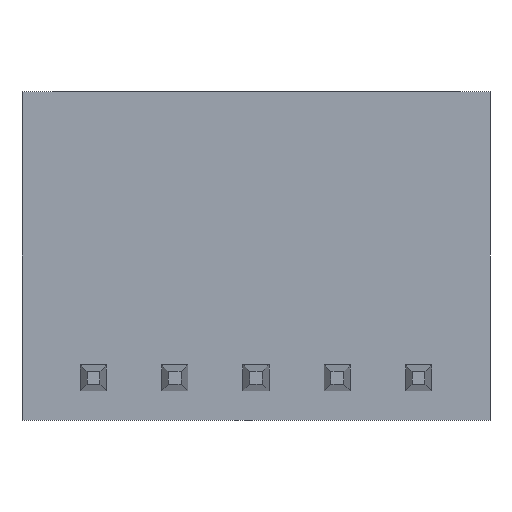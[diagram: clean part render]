
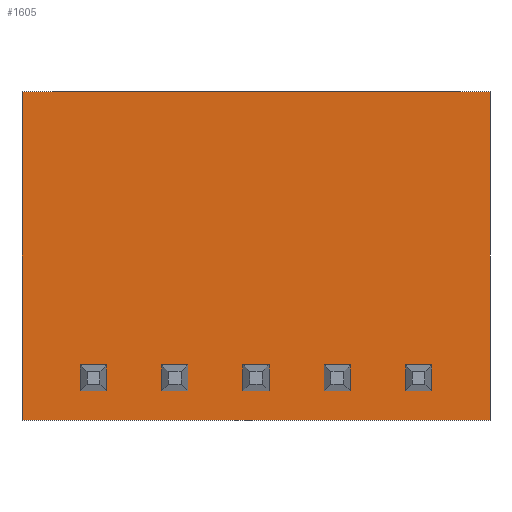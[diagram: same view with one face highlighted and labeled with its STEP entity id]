
A CAD part, front view. The second image highlights one B-rep face of the part: STEP entity #1605.
In plain terms, the highlighted planar face has unit normal (0, -1, 0).
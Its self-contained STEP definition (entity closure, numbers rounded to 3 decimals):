
#1417=AXIS2_PLACEMENT_3D('Plane Axis2P3D',#1414,#1415,#1416) ;
#946=CARTESIAN_POINT('Vertex',(0.,3.2,10.1)) ;
#951=CARTESIAN_POINT('Line Origine',(7.2,3.2,10.1)) ;
#955=CARTESIAN_POINT('Vertex',(14.4,3.2,10.1)) ;
#1391=CARTESIAN_POINT('Vertex',(0.,3.2,0.)) ;
#1398=CARTESIAN_POINT('Vertex',(14.4,3.2,0.)) ;
#1401=CARTESIAN_POINT('Line Origine',(7.2,3.2,0.)) ;
#1414=CARTESIAN_POINT('Axis2P3D Location',(0.95,3.2,3.5)) ;
#1419=CARTESIAN_POINT('Line Origine',(0.,3.2,5.05)) ;
#1424=CARTESIAN_POINT('Line Origine',(14.4,3.2,5.05)) ;
#1435=CARTESIAN_POINT('Line Origine',(2.2,3.2,1.7)) ;
#1439=CARTESIAN_POINT('Vertex',(1.8,3.2,1.7)) ;
#1441=CARTESIAN_POINT('Vertex',(2.6,3.2,1.7)) ;
#1444=CARTESIAN_POINT('Line Origine',(2.6,3.2,1.3)) ;
#1448=CARTESIAN_POINT('Vertex',(2.6,3.2,0.9)) ;
#1451=CARTESIAN_POINT('Line Origine',(2.2,3.2,0.9)) ;
#1455=CARTESIAN_POINT('Vertex',(1.8,3.2,0.9)) ;
#1458=CARTESIAN_POINT('Line Origine',(1.8,3.2,1.3)) ;
#1469=CARTESIAN_POINT('Line Origine',(4.7,3.2,1.7)) ;
#1473=CARTESIAN_POINT('Vertex',(4.3,3.2,1.7)) ;
#1475=CARTESIAN_POINT('Vertex',(5.1,3.2,1.7)) ;
#1478=CARTESIAN_POINT('Line Origine',(5.1,3.2,1.3)) ;
#1482=CARTESIAN_POINT('Vertex',(5.1,3.2,0.9)) ;
#1485=CARTESIAN_POINT('Line Origine',(4.7,3.2,0.9)) ;
#1489=CARTESIAN_POINT('Vertex',(4.3,3.2,0.9)) ;
#1492=CARTESIAN_POINT('Line Origine',(4.3,3.2,1.3)) ;
#1503=CARTESIAN_POINT('Line Origine',(7.2,3.2,1.7)) ;
#1507=CARTESIAN_POINT('Vertex',(6.8,3.2,1.7)) ;
#1509=CARTESIAN_POINT('Vertex',(7.6,3.2,1.7)) ;
#1512=CARTESIAN_POINT('Line Origine',(7.6,3.2,1.3)) ;
#1516=CARTESIAN_POINT('Vertex',(7.6,3.2,0.9)) ;
#1519=CARTESIAN_POINT('Line Origine',(7.2,3.2,0.9)) ;
#1523=CARTESIAN_POINT('Vertex',(6.8,3.2,0.9)) ;
#1526=CARTESIAN_POINT('Line Origine',(6.8,3.2,1.3)) ;
#1537=CARTESIAN_POINT('Line Origine',(9.7,3.2,1.7)) ;
#1541=CARTESIAN_POINT('Vertex',(9.3,3.2,1.7)) ;
#1543=CARTESIAN_POINT('Vertex',(10.1,3.2,1.7)) ;
#1546=CARTESIAN_POINT('Line Origine',(10.1,3.2,1.3)) ;
#1550=CARTESIAN_POINT('Vertex',(10.1,3.2,0.9)) ;
#1553=CARTESIAN_POINT('Line Origine',(9.7,3.2,0.9)) ;
#1557=CARTESIAN_POINT('Vertex',(9.3,3.2,0.9)) ;
#1560=CARTESIAN_POINT('Line Origine',(9.3,3.2,1.3)) ;
#1571=CARTESIAN_POINT('Line Origine',(12.2,3.2,1.7)) ;
#1575=CARTESIAN_POINT('Vertex',(11.8,3.2,1.7)) ;
#1577=CARTESIAN_POINT('Vertex',(12.6,3.2,1.7)) ;
#1580=CARTESIAN_POINT('Line Origine',(12.6,3.2,1.3)) ;
#1584=CARTESIAN_POINT('Vertex',(12.6,3.2,0.9)) ;
#1587=CARTESIAN_POINT('Line Origine',(12.2,3.2,0.9)) ;
#1591=CARTESIAN_POINT('Vertex',(11.8,3.2,0.9)) ;
#1594=CARTESIAN_POINT('Line Origine',(11.8,3.2,1.3)) ;
#952=DIRECTION('Vector Direction',(-1.,0.,0.)) ;
#1402=DIRECTION('Vector Direction',(-1.,0.,0.)) ;
#1415=DIRECTION('Axis2P3D Direction',(0.,-1.,0.)) ;
#1416=DIRECTION('Axis2P3D XDirection',(0.,0.,-1.)) ;
#1420=DIRECTION('Vector Direction',(0.,0.,1.)) ;
#1425=DIRECTION('Vector Direction',(0.,0.,1.)) ;
#1436=DIRECTION('Vector Direction',(1.,0.,0.)) ;
#1445=DIRECTION('Vector Direction',(0.,0.,1.)) ;
#1452=DIRECTION('Vector Direction',(1.,0.,0.)) ;
#1459=DIRECTION('Vector Direction',(0.,0.,1.)) ;
#1470=DIRECTION('Vector Direction',(1.,0.,0.)) ;
#1479=DIRECTION('Vector Direction',(0.,0.,1.)) ;
#1486=DIRECTION('Vector Direction',(1.,0.,0.)) ;
#1493=DIRECTION('Vector Direction',(0.,0.,1.)) ;
#1504=DIRECTION('Vector Direction',(1.,0.,0.)) ;
#1513=DIRECTION('Vector Direction',(0.,0.,1.)) ;
#1520=DIRECTION('Vector Direction',(1.,0.,0.)) ;
#1527=DIRECTION('Vector Direction',(0.,0.,1.)) ;
#1538=DIRECTION('Vector Direction',(1.,0.,0.)) ;
#1547=DIRECTION('Vector Direction',(0.,0.,1.)) ;
#1554=DIRECTION('Vector Direction',(1.,0.,0.)) ;
#1561=DIRECTION('Vector Direction',(0.,0.,1.)) ;
#1572=DIRECTION('Vector Direction',(1.,0.,0.)) ;
#1581=DIRECTION('Vector Direction',(0.,0.,1.)) ;
#1588=DIRECTION('Vector Direction',(1.,0.,0.)) ;
#1595=DIRECTION('Vector Direction',(0.,0.,1.)) ;
#953=VECTOR('Line Direction',#952,1.) ;
#1403=VECTOR('Line Direction',#1402,1.) ;
#1421=VECTOR('Line Direction',#1420,1.) ;
#1426=VECTOR('Line Direction',#1425,1.) ;
#1437=VECTOR('Line Direction',#1436,1.) ;
#1446=VECTOR('Line Direction',#1445,1.) ;
#1453=VECTOR('Line Direction',#1452,1.) ;
#1460=VECTOR('Line Direction',#1459,1.) ;
#1471=VECTOR('Line Direction',#1470,1.) ;
#1480=VECTOR('Line Direction',#1479,1.) ;
#1487=VECTOR('Line Direction',#1486,1.) ;
#1494=VECTOR('Line Direction',#1493,1.) ;
#1505=VECTOR('Line Direction',#1504,1.) ;
#1514=VECTOR('Line Direction',#1513,1.) ;
#1521=VECTOR('Line Direction',#1520,1.) ;
#1528=VECTOR('Line Direction',#1527,1.) ;
#1539=VECTOR('Line Direction',#1538,1.) ;
#1548=VECTOR('Line Direction',#1547,1.) ;
#1555=VECTOR('Line Direction',#1554,1.) ;
#1562=VECTOR('Line Direction',#1561,1.) ;
#1573=VECTOR('Line Direction',#1572,1.) ;
#1582=VECTOR('Line Direction',#1581,1.) ;
#1589=VECTOR('Line Direction',#1588,1.) ;
#1596=VECTOR('Line Direction',#1595,1.) ;
#1430=ORIENTED_EDGE('',*,*,#1423,.F.) ;
#1431=ORIENTED_EDGE('',*,*,#1405,.F.) ;
#1432=ORIENTED_EDGE('',*,*,#1428,.T.) ;
#1433=ORIENTED_EDGE('',*,*,#957,.T.) ;
#1464=ORIENTED_EDGE('',*,*,#1443,.T.) ;
#1465=ORIENTED_EDGE('',*,*,#1450,.F.) ;
#1466=ORIENTED_EDGE('',*,*,#1457,.F.) ;
#1467=ORIENTED_EDGE('',*,*,#1462,.T.) ;
#1498=ORIENTED_EDGE('',*,*,#1477,.T.) ;
#1499=ORIENTED_EDGE('',*,*,#1484,.F.) ;
#1500=ORIENTED_EDGE('',*,*,#1491,.F.) ;
#1501=ORIENTED_EDGE('',*,*,#1496,.T.) ;
#1532=ORIENTED_EDGE('',*,*,#1511,.T.) ;
#1533=ORIENTED_EDGE('',*,*,#1518,.F.) ;
#1534=ORIENTED_EDGE('',*,*,#1525,.F.) ;
#1535=ORIENTED_EDGE('',*,*,#1530,.T.) ;
#1566=ORIENTED_EDGE('',*,*,#1545,.T.) ;
#1567=ORIENTED_EDGE('',*,*,#1552,.F.) ;
#1568=ORIENTED_EDGE('',*,*,#1559,.F.) ;
#1569=ORIENTED_EDGE('',*,*,#1564,.T.) ;
#1600=ORIENTED_EDGE('',*,*,#1579,.T.) ;
#1601=ORIENTED_EDGE('',*,*,#1586,.F.) ;
#1602=ORIENTED_EDGE('',*,*,#1593,.F.) ;
#1603=ORIENTED_EDGE('',*,*,#1598,.T.) ;
#1468=FACE_BOUND('',#1463,.T.) ;
#1502=FACE_BOUND('',#1497,.T.) ;
#1536=FACE_BOUND('',#1531,.T.) ;
#1570=FACE_BOUND('',#1565,.T.) ;
#1604=FACE_BOUND('',#1599,.T.) ;
#1605=ADVANCED_FACE('BREP_WITH_VOIDS #6221',(#1434,#1468,#1502,#1536,#1570,#1604),#1418,.T.) ;
#957=EDGE_CURVE('',#956,#947,#954,.T.) ;
#1405=EDGE_CURVE('',#1399,#1392,#1404,.T.) ;
#1423=EDGE_CURVE('',#1392,#947,#1422,.T.) ;
#1428=EDGE_CURVE('',#1399,#956,#1427,.T.) ;
#1443=EDGE_CURVE('',#1440,#1442,#1438,.T.) ;
#1450=EDGE_CURVE('',#1449,#1442,#1447,.T.) ;
#1457=EDGE_CURVE('',#1456,#1449,#1454,.T.) ;
#1462=EDGE_CURVE('',#1456,#1440,#1461,.T.) ;
#1477=EDGE_CURVE('',#1474,#1476,#1472,.T.) ;
#1484=EDGE_CURVE('',#1483,#1476,#1481,.T.) ;
#1491=EDGE_CURVE('',#1490,#1483,#1488,.T.) ;
#1496=EDGE_CURVE('',#1490,#1474,#1495,.T.) ;
#1511=EDGE_CURVE('',#1508,#1510,#1506,.T.) ;
#1518=EDGE_CURVE('',#1517,#1510,#1515,.T.) ;
#1525=EDGE_CURVE('',#1524,#1517,#1522,.T.) ;
#1530=EDGE_CURVE('',#1524,#1508,#1529,.T.) ;
#1545=EDGE_CURVE('',#1542,#1544,#1540,.T.) ;
#1552=EDGE_CURVE('',#1551,#1544,#1549,.T.) ;
#1559=EDGE_CURVE('',#1558,#1551,#1556,.T.) ;
#1564=EDGE_CURVE('',#1558,#1542,#1563,.T.) ;
#1579=EDGE_CURVE('',#1576,#1578,#1574,.T.) ;
#1586=EDGE_CURVE('',#1585,#1578,#1583,.T.) ;
#1593=EDGE_CURVE('',#1592,#1585,#1590,.T.) ;
#1598=EDGE_CURVE('',#1592,#1576,#1597,.T.) ;
#1429=EDGE_LOOP('',(#1430,#1431,#1432,#1433)) ;
#1463=EDGE_LOOP('',(#1464,#1465,#1466,#1467)) ;
#1497=EDGE_LOOP('',(#1498,#1499,#1500,#1501)) ;
#1531=EDGE_LOOP('',(#1532,#1533,#1534,#1535)) ;
#1565=EDGE_LOOP('',(#1566,#1567,#1568,#1569)) ;
#1599=EDGE_LOOP('',(#1600,#1601,#1602,#1603)) ;
#1434=FACE_OUTER_BOUND('',#1429,.T.) ;
#954=LINE('Line',#951,#953) ;
#1404=LINE('Line',#1401,#1403) ;
#1422=LINE('Line',#1419,#1421) ;
#1427=LINE('Line',#1424,#1426) ;
#1438=LINE('Line',#1435,#1437) ;
#1447=LINE('Line',#1444,#1446) ;
#1454=LINE('Line',#1451,#1453) ;
#1461=LINE('Line',#1458,#1460) ;
#1472=LINE('Line',#1469,#1471) ;
#1481=LINE('Line',#1478,#1480) ;
#1488=LINE('Line',#1485,#1487) ;
#1495=LINE('Line',#1492,#1494) ;
#1506=LINE('Line',#1503,#1505) ;
#1515=LINE('Line',#1512,#1514) ;
#1522=LINE('Line',#1519,#1521) ;
#1529=LINE('Line',#1526,#1528) ;
#1540=LINE('Line',#1537,#1539) ;
#1549=LINE('Line',#1546,#1548) ;
#1556=LINE('Line',#1553,#1555) ;
#1563=LINE('Line',#1560,#1562) ;
#1574=LINE('Line',#1571,#1573) ;
#1583=LINE('Line',#1580,#1582) ;
#1590=LINE('Line',#1587,#1589) ;
#1597=LINE('Line',#1594,#1596) ;
#1418=PLANE('',#1417) ;
#947=VERTEX_POINT('',#946) ;
#956=VERTEX_POINT('',#955) ;
#1392=VERTEX_POINT('',#1391) ;
#1399=VERTEX_POINT('',#1398) ;
#1440=VERTEX_POINT('',#1439) ;
#1442=VERTEX_POINT('',#1441) ;
#1449=VERTEX_POINT('',#1448) ;
#1456=VERTEX_POINT('',#1455) ;
#1474=VERTEX_POINT('',#1473) ;
#1476=VERTEX_POINT('',#1475) ;
#1483=VERTEX_POINT('',#1482) ;
#1490=VERTEX_POINT('',#1489) ;
#1508=VERTEX_POINT('',#1507) ;
#1510=VERTEX_POINT('',#1509) ;
#1517=VERTEX_POINT('',#1516) ;
#1524=VERTEX_POINT('',#1523) ;
#1542=VERTEX_POINT('',#1541) ;
#1544=VERTEX_POINT('',#1543) ;
#1551=VERTEX_POINT('',#1550) ;
#1558=VERTEX_POINT('',#1557) ;
#1576=VERTEX_POINT('',#1575) ;
#1578=VERTEX_POINT('',#1577) ;
#1585=VERTEX_POINT('',#1584) ;
#1592=VERTEX_POINT('',#1591) ;
